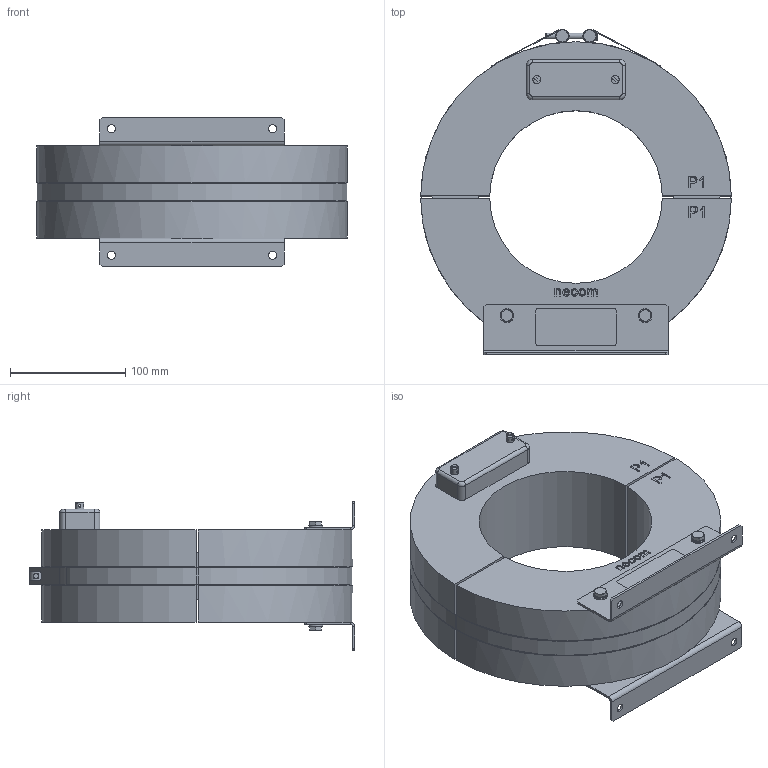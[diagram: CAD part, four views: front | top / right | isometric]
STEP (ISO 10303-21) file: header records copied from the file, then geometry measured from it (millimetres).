
FILE_DESCRIPTION (( 'STEP AP203' ), '1' );
FILE_NAME ('CTS.150.270.076_defeature.STEP', '2020-10-27T09:52:53', ( '' ), ( '' ), 'SwSTEP 2.0', 'SolidWorks 2018', '' );
FILE_SCHEMA (( 'CONFIG_CONTROL_DESIGN' ));
Length unit declared in the file: millimetre
Products named in the file (1): CTS.150.270.076_defeature
Bounding box: 269.99 x 282.99 x 130 mm (x, y, z)
Volume: 3253693.1 mm3; surface area: 256210.1 mm2
Topology: 2 solids, 3 shells, 505 faces, 1279 edges, 806 vertices
Faces by surface type: plane 283, bspline 119, cylinder 64, cone 30, torus 9
Full cylindrical faces by diameter (mm): 2 x8, 5 x2, 7 x6, 8.5 x2, 9 x1, 10 x4, 11 x2, 12 x4
Entity records: 22036 total; most frequent: CARTESIAN_POINT 10867, ORIENTED_EDGE 2448, DIRECTION 1891, EDGE_CURVE 1224, VERTEX_POINT 793, LINE 713, VECTOR 713, EDGE_LOOP 605
